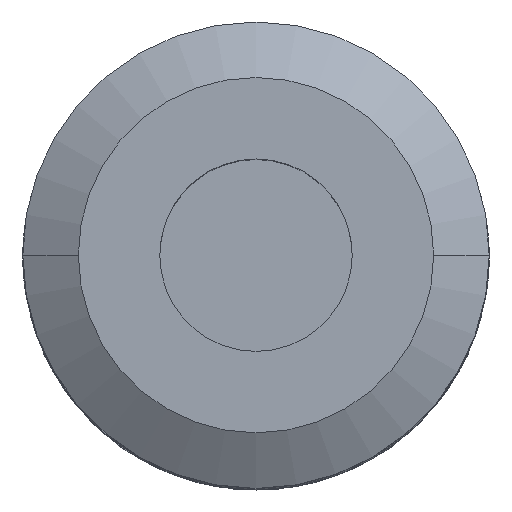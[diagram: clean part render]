
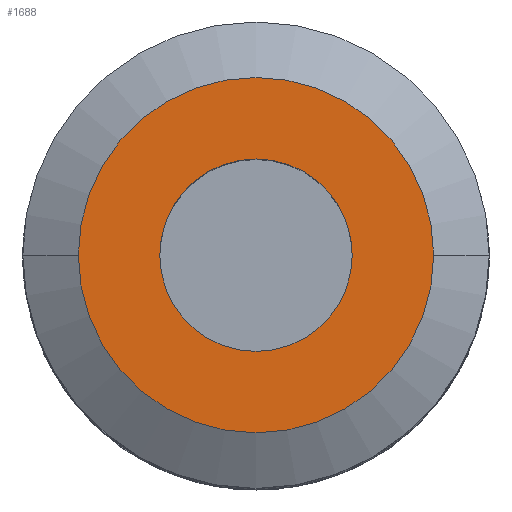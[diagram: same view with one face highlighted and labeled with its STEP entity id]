
A CAD part, top view. The second image highlights one B-rep face of the part: STEP entity #1688.
In plain terms, the highlighted planar face has unit normal (0, 0, 1).
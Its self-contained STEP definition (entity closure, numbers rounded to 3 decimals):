
#29 = ORIENTED_EDGE ( 'NONE', *, *, #1419, .T. ) ;
#36 = VERTEX_POINT ( 'NONE', #1168 ) ;
#71 = VERTEX_POINT ( 'NONE', #1600 ) ;
#138 = CARTESIAN_POINT ( 'NONE',  ( 24., 0., 150. ) ) ;
#148 = DIRECTION ( 'NONE',  ( -1., 0., 0. ) ) ;
#166 = DIRECTION ( 'NONE',  ( -1., 0., 0. ) ) ;
#183 = ORIENTED_EDGE ( 'NONE', *, *, #499, .F. ) ;
#206 = VERTEX_POINT ( 'NONE', #138 ) ;
#343 = CIRCLE ( 'NONE', #1590, 13. ) ;
#356 = EDGE_LOOP ( 'NONE', ( #29, #1060 ) ) ;
#413 = DIRECTION ( 'NONE',  ( 1., 0., 0. ) ) ;
#444 = AXIS2_PLACEMENT_3D ( 'NONE', #724, #1675, #413 ) ;
#455 = ORIENTED_EDGE ( 'NONE', *, *, #1432, .F. ) ;
#496 = CARTESIAN_POINT ( 'NONE',  ( 0., 0., 150. ) ) ;
#499 = EDGE_CURVE ( 'NONE', #36, #206, #1336, .T. ) ;
#573 = FACE_BOUND ( 'NONE', #356, .T. ) ;
#649 = DIRECTION ( 'NONE',  ( 0., 0., -1. ) ) ;
#721 = CARTESIAN_POINT ( 'NONE',  ( 0., 0., 150. ) ) ;
#724 = CARTESIAN_POINT ( 'NONE',  ( 0., 24., 150. ) ) ;
#743 = CIRCLE ( 'NONE', #1676, 24. ) ;
#771 = DIRECTION ( 'NONE',  ( -1., 0., 0. ) ) ;
#859 = DIRECTION ( 'NONE',  ( 0., 0., -1. ) ) ;
#975 = EDGE_CURVE ( 'NONE', #1135, #71, #1465, .T. ) ;
#1060 = ORIENTED_EDGE ( 'NONE', *, *, #975, .T. ) ;
#1118 = DIRECTION ( 'NONE',  ( 0., 0., -1. ) ) ;
#1135 = VERTEX_POINT ( 'NONE', #1194 ) ;
#1168 = CARTESIAN_POINT ( 'NONE',  ( -24., 0., 150. ) ) ;
#1194 = CARTESIAN_POINT ( 'NONE',  ( 13., 0., 150. ) ) ;
#1251 = EDGE_LOOP ( 'NONE', ( #183, #455 ) ) ;
#1265 = DIRECTION ( 'NONE',  ( 0., 0., -1. ) ) ;
#1336 = CIRCLE ( 'NONE', #1543, 24. ) ;
#1419 = EDGE_CURVE ( 'NONE', #71, #1135, #343, .T. ) ;
#1432 = EDGE_CURVE ( 'NONE', #206, #36, #743, .T. ) ;
#1465 = CIRCLE ( 'NONE', #1642, 13. ) ;
#1539 = CARTESIAN_POINT ( 'NONE',  ( 0., 0., 150. ) ) ;
#1543 = AXIS2_PLACEMENT_3D ( 'NONE', #1689, #859, #166 ) ;
#1590 = AXIS2_PLACEMENT_3D ( 'NONE', #721, #1118, #148 ) ;
#1600 = CARTESIAN_POINT ( 'NONE',  ( -13., 0., 150. ) ) ;
#1642 = AXIS2_PLACEMENT_3D ( 'NONE', #496, #649, #771 ) ;
#1663 = PLANE ( 'NONE',  #444 ) ;
#1675 = DIRECTION ( 'NONE',  ( 0., 0., 1. ) ) ;
#1676 = AXIS2_PLACEMENT_3D ( 'NONE', #1539, #1265, #1683 ) ;
#1683 = DIRECTION ( 'NONE',  ( -1., 0., 0. ) ) ;
#1688 = ADVANCED_FACE ( 'NONE', ( #573, #1754 ), #1663, .T. ) ;
#1689 = CARTESIAN_POINT ( 'NONE',  ( 0., 0., 150. ) ) ;
#1754 = FACE_OUTER_BOUND ( 'NONE', #1251, .T. ) ;
